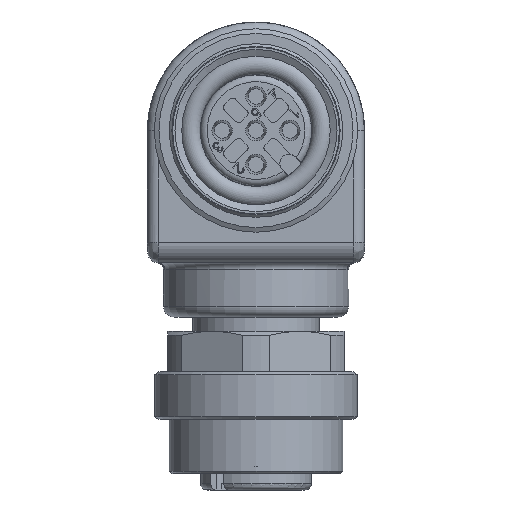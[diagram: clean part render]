
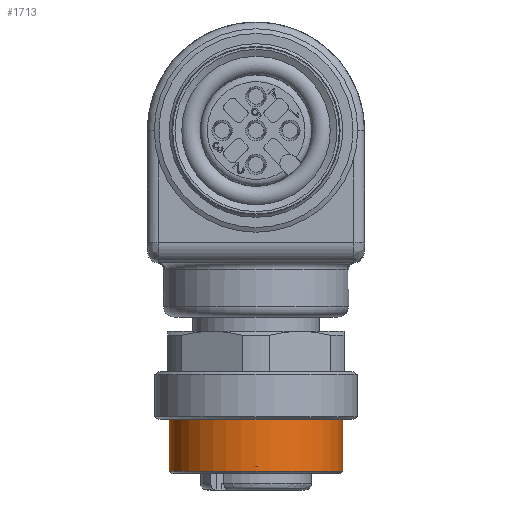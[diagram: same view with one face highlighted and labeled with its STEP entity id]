
A CAD part, front view. The second image highlights one B-rep face of the part: STEP entity #1713.
In plain terms, the highlighted cylindrical face has radius 6.4 mm (diameter 12.8 mm), a full revolution.
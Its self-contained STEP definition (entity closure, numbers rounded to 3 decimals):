
#700=FACE_BOUND('',#3103,.T.);
#701=FACE_BOUND('',#3104,.T.);
#914=CYLINDRICAL_SURFACE('',#10651,6.4);
#1250=CIRCLE('',#10648,6.4);
#1251=CIRCLE('',#10650,6.4);
#1713=ADVANCED_FACE('',(#700,#701),#914,.T.);
#3103=EDGE_LOOP('',(#4834));
#3104=EDGE_LOOP('',(#4835));
#4834=ORIENTED_EDGE('',*,*,#7927,.T.);
#4835=ORIENTED_EDGE('',*,*,#7926,.T.);
#6744=VERTEX_POINT('',#16106);
#6745=VERTEX_POINT('',#16109);
#7926=EDGE_CURVE('',#6744,#6744,#1250,.T.);
#7927=EDGE_CURVE('',#6745,#6745,#1251,.T.);
#10648=AXIS2_PLACEMENT_3D('',#16105,#12423,#12424);
#10650=AXIS2_PLACEMENT_3D('',#16108,#12427,#12428);
#10651=AXIS2_PLACEMENT_3D('',#16110,#12429,#12430);
#12423=DIRECTION('',(0.,0.,-1.));
#12424=DIRECTION('',(-0.5,-0.866,0.));
#12427=DIRECTION('',(0.,0.,1.));
#12428=DIRECTION('',(-0.866,0.5,0.));
#12429=DIRECTION('',(0.,0.,-1.));
#12430=DIRECTION('',(0.5,0.866,0.));
#16105=CARTESIAN_POINT('',(0.,0.,-21.3));
#16106=CARTESIAN_POINT('',(-3.2,-5.543,-21.3));
#16108=CARTESIAN_POINT('',(0.,0.,-25.1));
#16109=CARTESIAN_POINT('',(-5.543,3.2,-25.1));
#16110=CARTESIAN_POINT('',(0.,0.,-25.3));
